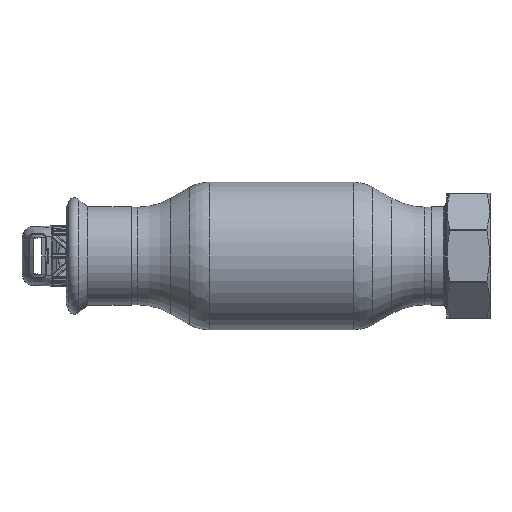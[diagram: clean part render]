
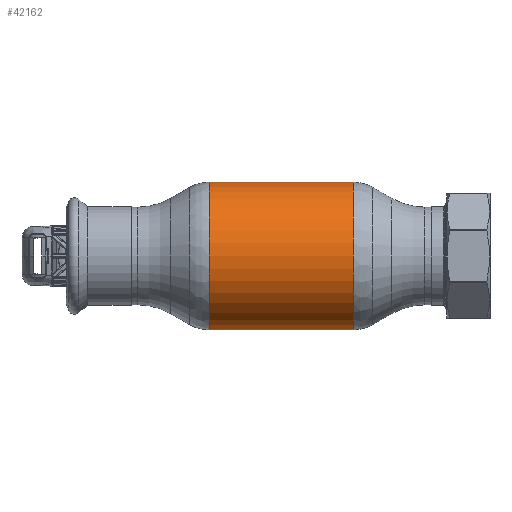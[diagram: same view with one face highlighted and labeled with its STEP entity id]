
A CAD part, front view. The second image highlights one B-rep face of the part: STEP entity #42162.
In plain terms, the highlighted cylindrical face has radius 34 mm (diameter 68 mm), a partial arc.
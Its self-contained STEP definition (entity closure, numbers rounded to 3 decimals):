
#863 = CARTESIAN_POINT ( 'NONE',  ( -33.177, 0., 34. ) ) ;
#1110 = EDGE_CURVE ( 'NONE', #2800, #31323, #22520, .T. ) ;
#2780 = AXIS2_PLACEMENT_3D ( 'NONE', #50033, #55276, #18661 ) ;
#2800 = VERTEX_POINT ( 'NONE', #25311 ) ;
#5959 = ORIENTED_EDGE ( 'NONE', *, *, #49078, .T. ) ;
#10114 = CARTESIAN_POINT ( 'NONE',  ( 33.177, 0., -34. ) ) ;
#14118 = DIRECTION ( 'NONE',  ( -1., 0., 0. ) ) ;
#14967 = AXIS2_PLACEMENT_3D ( 'NONE', #30191, #55584, #19656 ) ;
#16857 = ORIENTED_EDGE ( 'NONE', *, *, #50559, .T. ) ;
#17523 = VERTEX_POINT ( 'NONE', #10114 ) ;
#18245 = CARTESIAN_POINT ( 'NONE',  ( -62.69, 0., -34. ) ) ;
#18661 = DIRECTION ( 'NONE',  ( 0., 0., 1. ) ) ;
#18961 = CARTESIAN_POINT ( 'NONE',  ( 33.177, 0., 34. ) ) ;
#18970 = VERTEX_POINT ( 'NONE', #18961 ) ;
#19656 = DIRECTION ( 'NONE',  ( 0., 0., 1. ) ) ;
#22520 = CIRCLE ( 'NONE', #14967, 34. ) ;
#23974 = CYLINDRICAL_SURFACE ( 'NONE', #45736, 34. ) ;
#25311 = CARTESIAN_POINT ( 'NONE',  ( -33.177, 0., -34. ) ) ;
#26147 = VECTOR ( 'NONE', #53967, 1000. ) ;
#27008 = LINE ( 'NONE', #18245, #26147 ) ;
#29018 = DIRECTION ( 'NONE',  ( -1., 0., 0. ) ) ;
#30191 = CARTESIAN_POINT ( 'NONE',  ( -33.177, 0., 0. ) ) ;
#31323 = VERTEX_POINT ( 'NONE', #863 ) ;
#41306 = ORIENTED_EDGE ( 'NONE', *, *, #1110, .F. ) ;
#42162 = ADVANCED_FACE ( 'NONE', ( #60933 ), #23974, .T. ) ;
#42570 = ORIENTED_EDGE ( 'NONE', *, *, #64586, .F. ) ;
#43687 = VECTOR ( 'NONE', #29018, 1000. ) ;
#44542 = CARTESIAN_POINT ( 'NONE',  ( -62.69, 0., 34. ) ) ;
#45736 = AXIS2_PLACEMENT_3D ( 'NONE', #45911, #14118, #66392 ) ;
#45854 = EDGE_LOOP ( 'NONE', ( #42570, #16857, #5959, #41306 ) ) ;
#45911 = CARTESIAN_POINT ( 'NONE',  ( -62.69, 0., 0. ) ) ;
#49078 = EDGE_CURVE ( 'NONE', #18970, #31323, #59269, .T. ) ;
#50033 = CARTESIAN_POINT ( 'NONE',  ( 33.177, 0., 0. ) ) ;
#50559 = EDGE_CURVE ( 'NONE', #17523, #18970, #61954, .T. ) ;
#53967 = DIRECTION ( 'NONE',  ( -1., 0., 0. ) ) ;
#55276 = DIRECTION ( 'NONE',  ( -1., 0., 0. ) ) ;
#55584 = DIRECTION ( 'NONE',  ( -1., 0., 0. ) ) ;
#59269 = LINE ( 'NONE', #44542, #43687 ) ;
#60933 = FACE_OUTER_BOUND ( 'NONE', #45854, .T. ) ;
#61954 = CIRCLE ( 'NONE', #2780, 34. ) ;
#64586 = EDGE_CURVE ( 'NONE', #17523, #2800, #27008, .T. ) ;
#66392 = DIRECTION ( 'NONE',  ( 0., 0., 1. ) ) ;
